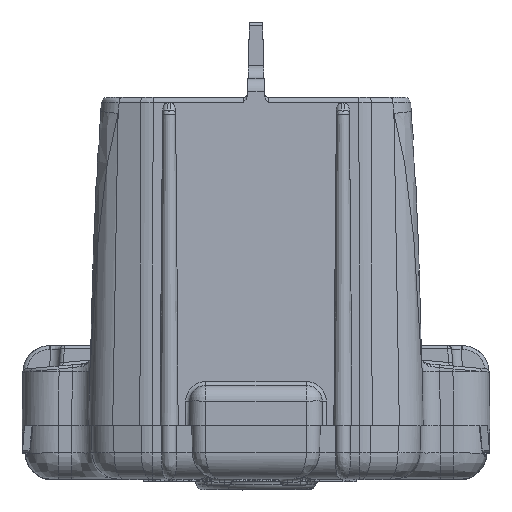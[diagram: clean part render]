
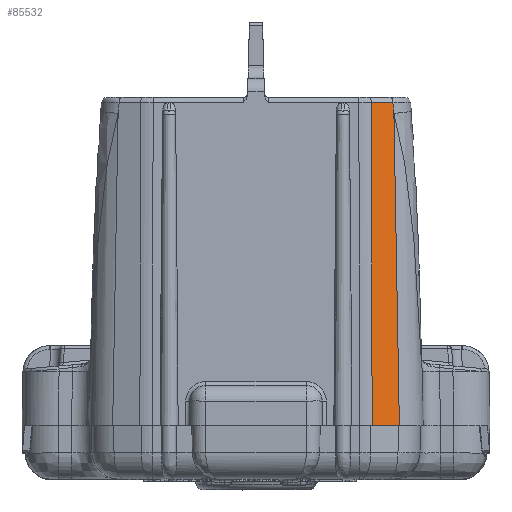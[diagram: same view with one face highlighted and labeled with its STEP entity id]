
A CAD part, top view. The second image highlights one B-rep face of the part: STEP entity #85532.
In plain terms, the highlighted face is planar.
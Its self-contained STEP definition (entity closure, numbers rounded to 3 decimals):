
#25675=DIRECTION('',(0.94,0.342,0.));
#25676=VECTOR('',#25675,2.166);
#25677=CARTESIAN_POINT('',(8.689,-23.537,
0.));
#25678=LINE('24963',#25677,#25676);
#40565=DIRECTION('',(0.094,0.016,-0.995));
#40566=VECTOR('',#40565,0.81);
#40567=CARTESIAN_POINT('',(10.24,-22.524,
24.157));
#40568=LINE('26554',#40567,#40566);
#40569=DIRECTION('',(0.017,-0.012,-1.));
#40570=VECTOR('',#40569,23.356);
#40571=CARTESIAN_POINT('',(10.316,-22.511,
23.351));
#40572=LINE('24959',#40571,#40570);
#40573=DIRECTION('',(-0.003,0.017,1.));
#40574=VECTOR('',#40573,24.161);
#40575=CARTESIAN_POINT('',(8.689,-23.537,
0.));
#40576=LINE('26555',#40575,#40574);
#40577=DIRECTION('',(0.94,0.342,0.));
#40578=VECTOR('',#40577,1.73);
#40579=CARTESIAN_POINT('',(8.614,-23.116,
24.157));
#40580=LINE('26520',#40579,#40578);
#40610=CARTESIAN_POINT('',(8.614,-23.116,
24.157));
#54633=VERTEX_POINT('',#40610);
#54634=CARTESIAN_POINT('',(8.689,-23.537,
0.));
#54635=VERTEX_POINT('',#54634);
#54636=CARTESIAN_POINT('',(10.24,-22.524,
24.157));
#54637=VERTEX_POINT('',#54636);
#54856=CARTESIAN_POINT('',(10.724,-22.797,
0.));
#54857=VERTEX_POINT('',#54856);
#55206=CARTESIAN_POINT('',(10.316,-22.511,
23.351));
#55207=VERTEX_POINT('',#55206);
#85517=CARTESIAN_POINT('',(9.634,-22.969,
12.078));
#85518=DIRECTION('',(-0.342,0.94,-0.017));
#85519=DIRECTION('',(0.94,0.342,0.));
#85520=AXIS2_PLACEMENT_3D('',#85517,#85518,#85519);
#85521=PLANE('28822',#85520);
#85523=ORIENTED_EDGE('26554',*,*,#85522,.T.);
#85524=ORIENTED_EDGE('24959',*,*,#85507,.T.);
#85525=ORIENTED_EDGE('24963',*,*,#62290,.F.);
#85527=ORIENTED_EDGE('26555',*,*,#85526,.T.);
#85529=ORIENTED_EDGE('26520',*,*,#85528,.T.);
#85530=EDGE_LOOP('28822',(#85523,#85524,#85525,#85527,#85529));
#85531=FACE_OUTER_BOUND('28822',#85530,.F.);
#85532=ADVANCED_FACE('28822',(#85531),#85521,.F.);
#62290=EDGE_CURVE('24963',#54635,#54857,#25678,.T.);
#85507=EDGE_CURVE('24959',#55207,#54857,#40572,.T.);
#85522=EDGE_CURVE('26554',#54637,#55207,#40568,.T.);
#85526=EDGE_CURVE('26555',#54635,#54633,#40576,.T.);
#85528=EDGE_CURVE('26520',#54633,#54637,#40580,.T.);
